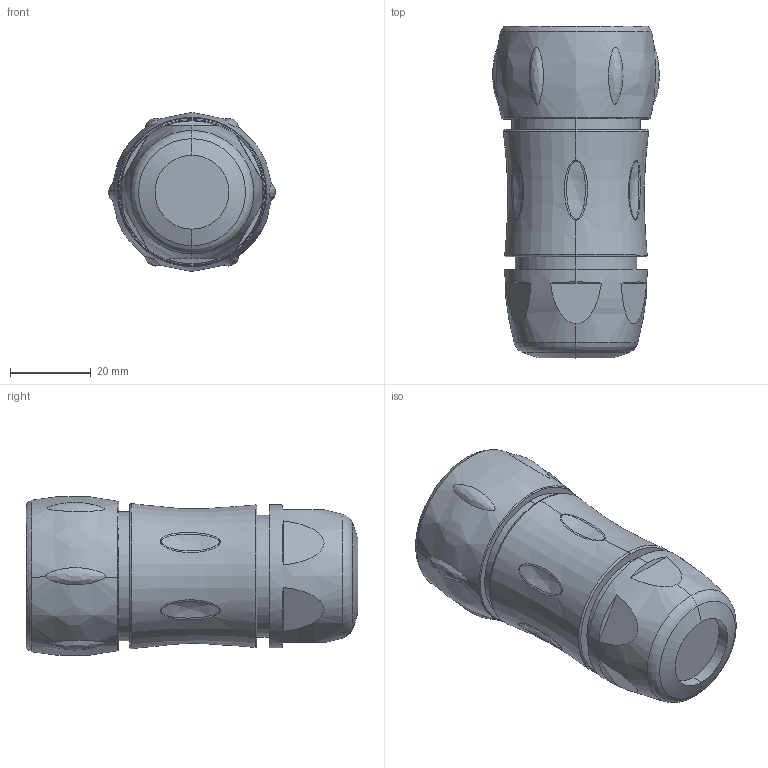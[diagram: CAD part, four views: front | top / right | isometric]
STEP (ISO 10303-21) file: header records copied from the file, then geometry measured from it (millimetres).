
FILE_DESCRIPTION((''),'2;1');
FILE_NAME('99888','2013-02-25T',('sreeragv'),('Souriau'),'PRO/ENGINEER BY PARAMETRIC TECHNOLOGY CORPORATION, 2010140','PRO/ENGINEER BY PARAMETRIC TECHNOLOGY CORPORATION, 2010140','');
FILE_SCHEMA(('CONFIG_CONTROL_DESIGN'));
Length unit declared in the file: millimetre
Products named in the file (1): 99888
Bounding box: 41.4 x 82.19 x 39.42 mm (x, y, z)
Volume: 71935 mm3; surface area: 16586.3 mm2
Topology: 1 solids, 1 shells, 317 faces, 799 edges, 520 vertices
Faces by surface type: plane 200, cylinder 52, bspline 28, torus 25, sphere 12
Entity records: 13916 total; most frequent: CARTESIAN_POINT 6357, ORIENTED_EDGE 1598, DIRECTION 1479, EDGE_CURVE 799, VECTOR 533, LINE 533, VERTEX_POINT 520, AXIS2_PLACEMENT_3D 473
